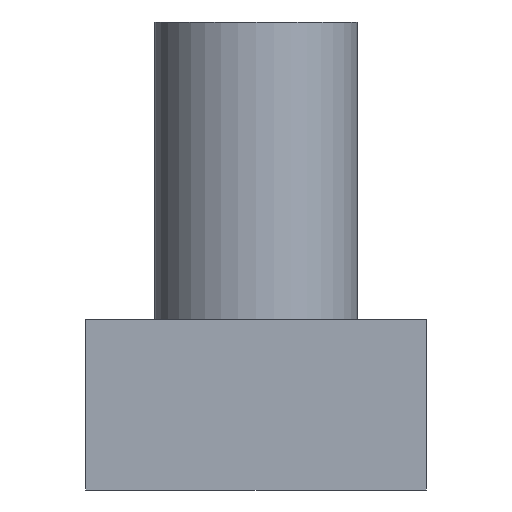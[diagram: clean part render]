
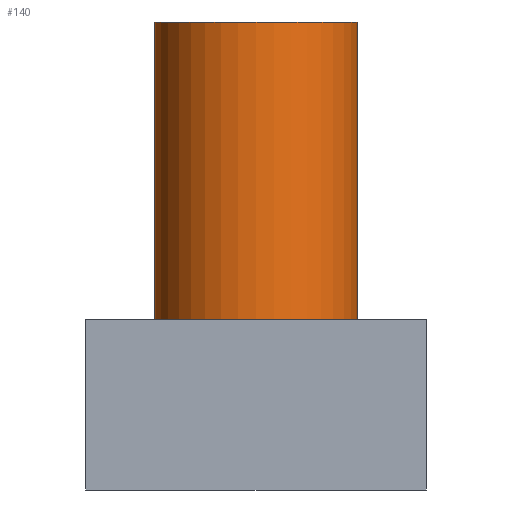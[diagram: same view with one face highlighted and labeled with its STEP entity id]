
A CAD part, left-side view. The second image highlights one B-rep face of the part: STEP entity #140.
In plain terms, the highlighted cylindrical face has radius 2.375 mm (diameter 4.75 mm), a full revolution.
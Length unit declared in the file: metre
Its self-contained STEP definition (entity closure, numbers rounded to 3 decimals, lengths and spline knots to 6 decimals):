
#47=ORIENTED_EDGE('',*,*,#78,.F.);
#48=ORIENTED_EDGE('',*,*,#79,.T.);
#78=EDGE_CURVE('',#94,#94,#106,.T.);
#79=EDGE_CURVE('',#95,#95,#107,.T.);
#94=VERTEX_POINT('',#226);
#95=VERTEX_POINT('',#228);
#106=CIRCLE('',#166,0.002375);
#107=CIRCLE('',#167,0.002375);
#111=EDGE_LOOP('',(#47));
#112=EDGE_LOOP('',(#48));
#125=FACE_BOUND('',#111,.T.);
#126=FACE_BOUND('',#112,.T.);
#137=CYLINDRICAL_SURFACE('',#165,0.002375);
#140=ADVANCED_FACE('',(#125,#126),#137,.T.);
#165=AXIS2_PLACEMENT_3D('',#224,#185,#186);
#166=AXIS2_PLACEMENT_3D('',#225,#187,#188);
#167=AXIS2_PLACEMENT_3D('',#227,#189,#190);
#185=DIRECTION('',(0.,0.,-1.));
#186=DIRECTION('',(-1.,0.,0.));
#187=DIRECTION('',(0.,0.,1.));
#188=DIRECTION('',(1.,0.,0.));
#189=DIRECTION('',(0.,0.,1.));
#190=DIRECTION('',(1.,0.,0.));
#224=CARTESIAN_POINT('',(-0.03,0.004,0.007));
#225=CARTESIAN_POINT('',(-0.03,0.004,0.007));
#226=CARTESIAN_POINT('',(-0.027625,0.004,0.007));
#227=CARTESIAN_POINT('',(-0.03,0.004,0.));
#228=CARTESIAN_POINT('',(-0.027625,0.004,0.));
